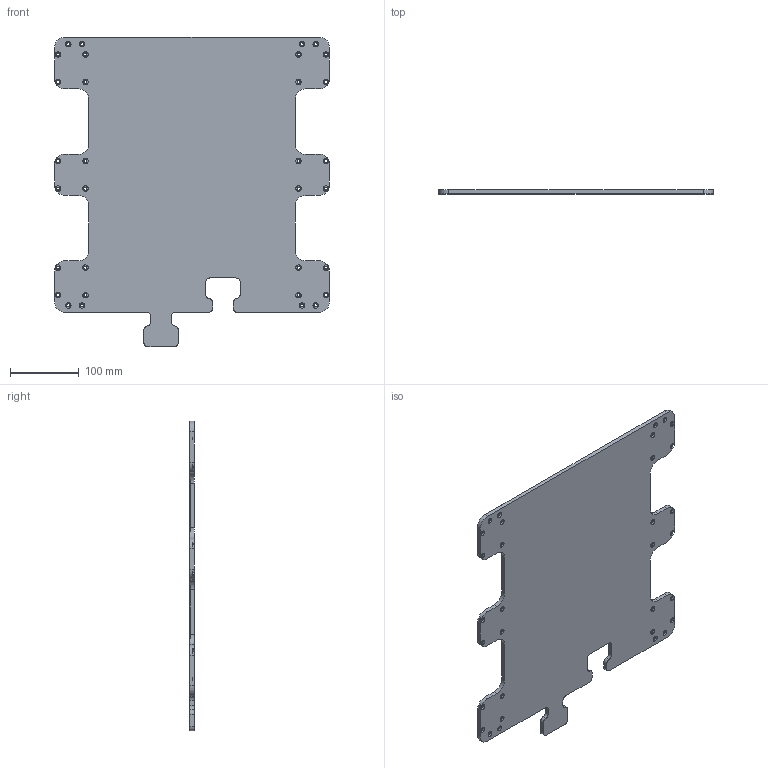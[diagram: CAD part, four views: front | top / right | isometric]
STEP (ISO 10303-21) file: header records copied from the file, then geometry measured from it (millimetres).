
FILE_DESCRIPTION(/* description */ (''),/* implementation_level */ '2;1');
FILE_NAME(/* name */ 'MCR2_1008_7_Straight_Lane_Close.stp',/* time_stamp */ '2022-04-05T11:52:24+01:00',/* author */ ('Mario Martinez'),/* organization */ (''),/* preprocessor_version */ 'ST-DEVELOPER v17.2',/* originating_system */ 'Autodesk Inventor 2019',/* authorisation */ '');
FILE_SCHEMA (('AUTOMOTIVE_DESIGN { 1 0 10303 214 3 1 1 }'));
Length unit declared in the file: millimetre
Products named in the file (1): MCR2_1008_7_Straight_Lane_Puzzle_Close
Bounding box: 400 x 6 x 450.02 mm (x, y, z)
Volume: 836157.9 mm3; surface area: 297092.8 mm2
Topology: 1 solids, 1 shells, 186 faces, 520 edges, 360 vertices
Faces by surface type: cylinder 100, plane 86
Full cylindrical faces by diameter (mm): 4.5 x32, 8 x24
Entity records: 6349 total; most frequent: DIRECTION 1158, CARTESIAN_POINT 1067, ORIENTED_EDGE 1040, EDGE_CURVE 520, AXIS2_PLACEMENT_3D 451, VERTEX_POINT 360, EDGE_LOOP 274, CIRCLE 264
